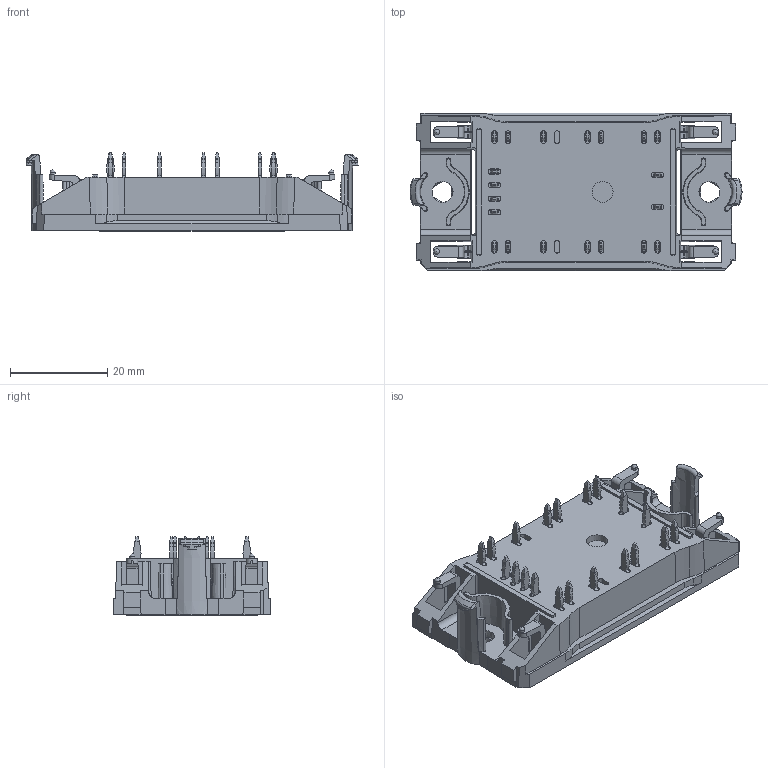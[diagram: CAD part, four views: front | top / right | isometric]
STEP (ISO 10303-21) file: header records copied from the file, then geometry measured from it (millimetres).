
FILE_DESCRIPTION(/* description */ ('Unknown'),/* implementation_level */ '2;1');
FILE_NAME(/* name */ 'Part2',/* time_stamp */ '2015-11-30T13:21:54+01:00',/* author */ ('Unknown'),/* organization */ ('Unknown'),/* preprocessor_version */ 'ST-DEVELOPER v16',/* originating_system */ 'DEX',/* authorisation */ $);
FILE_SCHEMA (('AUTOMOTIVE_DESIGN {1 0 10303 214 3 1 1}'));
Length unit declared in the file: millimetre
Products named in the file (1): Part2
Bounding box: 68.4 x 32.5 x 16.23 mm (x, y, z)
Volume: 16742.1 mm3; surface area: 9473.2 mm2
Topology: 1 solids, 1 shells, 1284 faces, 3451 edges, 2278 vertices
Faces by surface type: plane 989, cylinder 249, cone 34, sphere 4, bspline 4, torus 4
Full cylindrical faces by diameter (mm): 1.1 x4, 4.3 x1
Entity records: 49160 total; most frequent: CARTESIAN_POINT 7495, ORIENTED_EDGE 6860, DIRECTION 6572, EDGE_CURVE 3430, LINE 2770, VECTOR 2770, VERTEX_POINT 2270, AXIS2_PLACEMENT_3D 1901
